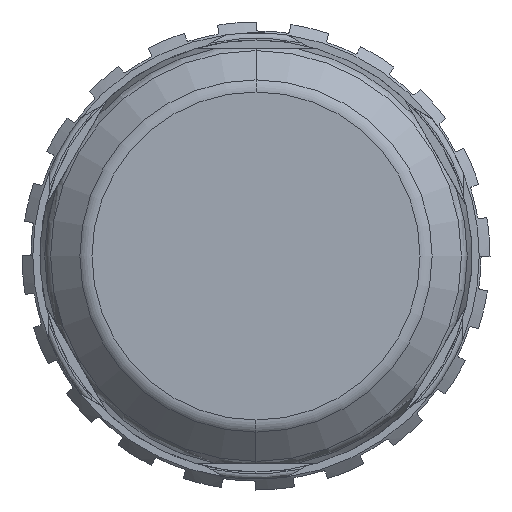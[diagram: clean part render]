
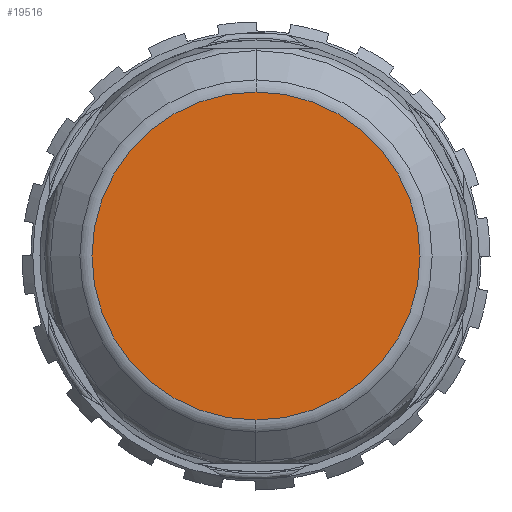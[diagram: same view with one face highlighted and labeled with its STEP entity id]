
A CAD part, front view. The second image highlights one B-rep face of the part: STEP entity #19516.
In plain terms, the highlighted planar face has unit normal (0, -1, 0).
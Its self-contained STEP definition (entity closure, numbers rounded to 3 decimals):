
#9152=CARTESIAN_POINT('',(0.,-66.,0.));
#9153=DIRECTION('',(0.,-1.,0.));
#9154=DIRECTION('',(0.,0.,1.));
#9155=AXIS2_PLACEMENT_3D('',#9152,#9153,#9154);
#9157=CARTESIAN_POINT('',(0.,-66.,0.));
#9158=DIRECTION('',(0.,-1.,0.));
#9159=DIRECTION('',(0.,0.,-1.));
#9160=AXIS2_PLACEMENT_3D('',#9157,#9158,#9159);
#10584=CARTESIAN_POINT('',(0.,-66.,9.115));
#10585=CARTESIAN_POINT('',(0.,-66.,-9.115));
#10586=VERTEX_POINT('',#10584);
#10587=VERTEX_POINT('',#10585);
#19506=CARTESIAN_POINT('',(0.,-66.,0.));
#19507=DIRECTION('',(0.,-1.,0.));
#19508=DIRECTION('',(0.,0.,1.));
#19509=AXIS2_PLACEMENT_3D('',#19506,#19507,#19508);
#19510=PLANE('',#19509);
#19512=ORIENTED_EDGE('',*,*,#19511,.F.);
#19513=ORIENTED_EDGE('',*,*,#19496,.F.);
#19514=EDGE_LOOP('',(#19512,#19513));
#19515=FACE_OUTER_BOUND('',#19514,.F.);
#9156=CIRCLE('',#9155,9.115);
#9161=CIRCLE('',#9160,9.115);
#19496=EDGE_CURVE('',#10587,#10586,#9161,.T.);
#19511=EDGE_CURVE('',#10586,#10587,#9156,.T.);
#19516=ADVANCED_FACE('',(#19515),#19510,.T.);
